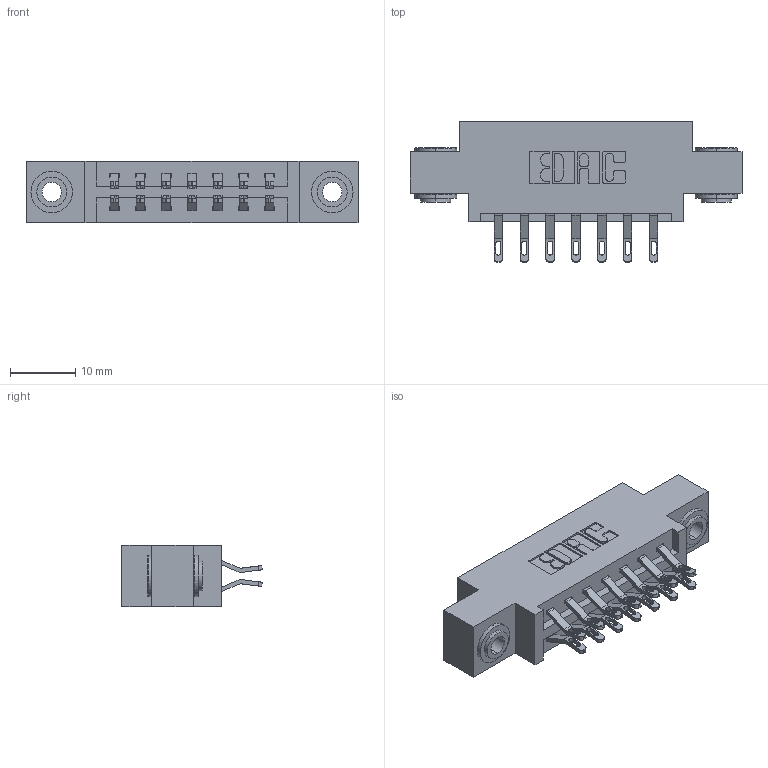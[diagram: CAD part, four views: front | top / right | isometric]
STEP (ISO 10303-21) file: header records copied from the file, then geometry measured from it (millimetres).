
FILE_DESCRIPTION (( 'STEP AP203' ), '1' );
FILE_NAME ('337-014-555-803.STEP', '2019-10-10T17:13:22', ( '' ), ( '' ), 'SwSTEP 2.0', 'SolidWorks 2016', '' );
FILE_SCHEMA (( 'CONFIG_CONTROL_DESIGN' ));
Length unit declared in the file: inch
Products named in the file (4): 337-014-555-803; 345-250-002_345-250-002-102; 337 Part_0.170 Offset - 0.156 Dia-TH; 345-292-001_555 Tail
Assembly tree (17 placements, depth 2):
  337-014-555-803
    337 Part_0.170 Offset - 0.156 Dia-TH
    345-292-001_555 Tail  x14
    345-250-002_345-250-002-102  x2
Bounding box: 50.75 x 21.47 x 9.4 mm (x, y, z)
Volume: 4825 mm3; surface area: 5599.9 mm2
Topology: 17 solids, 17 shells, 996 faces, 3045 edges, 2026 vertices
Faces by surface type: plane 588, cylinder 400, cone 8
Entity records: 11062 total; most frequent: CARTESIAN_POINT 1903, ORIENTED_EDGE 1802, DIRECTION 1687, EDGE_CURVE 901, LINE 729, VECTOR 729, VERTEX_POINT 598, AXIS2_PLACEMENT_3D 479
